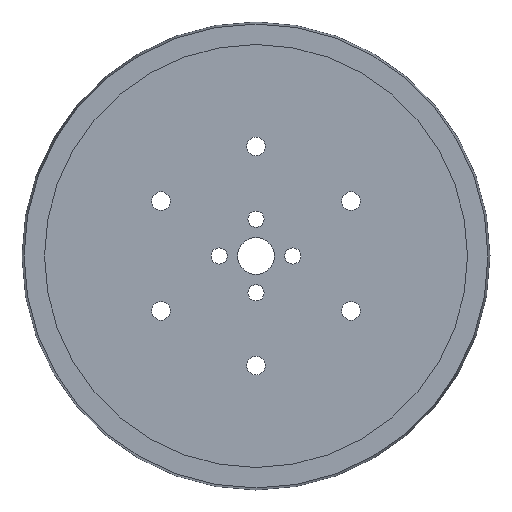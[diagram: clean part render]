
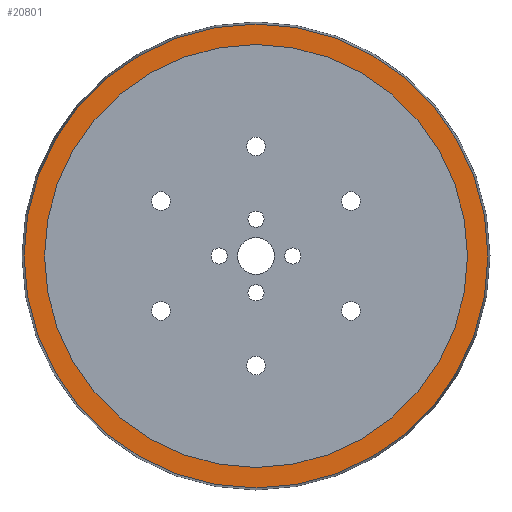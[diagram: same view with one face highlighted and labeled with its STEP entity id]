
A CAD part, left-side view. The second image highlights one B-rep face of the part: STEP entity #20801.
In plain terms, the highlighted planar face has unit normal (-1, 0, 0).
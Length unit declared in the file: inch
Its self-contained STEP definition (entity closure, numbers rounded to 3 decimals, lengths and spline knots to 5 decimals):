
#230 = AXIS2_PLACEMENT_3D ( 'NONE', #17572, #10194, #8580 ) ;
#1342 = ORIENTED_EDGE ( 'NONE', *, *, #16968, .T. ) ;
#1389 = FACE_BOUND ( 'NONE', #14119, .T. ) ;
#1611 = PLANE ( 'NONE',  #5902 ) ;
#2299 = DIRECTION ( 'NONE',  ( -1., 0., 0. ) ) ;
#2891 = CIRCLE ( 'NONE', #5459, 1.98254 ) ;
#3453 = DIRECTION ( 'NONE',  ( 1., 0., 0. ) ) ;
#3611 = DIRECTION ( 'NONE',  ( 0., -1., 0. ) ) ;
#3719 = DIRECTION ( 'NONE',  ( -1., 0., 0. ) ) ;
#3883 = CIRCLE ( 'NONE', #230, 1.80754 ) ;
#4074 = CARTESIAN_POINT ( 'NONE',  ( -0.54819, 1.80754, 0. ) ) ;
#4203 = CIRCLE ( 'NONE', #10059, 1.98254 ) ;
#5068 = CARTESIAN_POINT ( 'NONE',  ( -0.54819, 1.80754, 0. ) ) ;
#5459 = AXIS2_PLACEMENT_3D ( 'NONE', #5857, #9383, #21591 ) ;
#5684 = EDGE_CURVE ( 'NONE', #14394, #17424, #4203, .T. ) ;
#5857 = CARTESIAN_POINT ( 'NONE',  ( -0.54819, 0., 0. ) ) ;
#5902 = AXIS2_PLACEMENT_3D ( 'NONE', #5068, #3453, #14139 ) ;
#7229 = EDGE_CURVE ( 'NONE', #8287, #15609, #3883, .T. ) ;
#7438 = ORIENTED_EDGE ( 'NONE', *, *, #7229, .F. ) ;
#8119 = EDGE_LOOP ( 'NONE', ( #1342, #9986 ) ) ;
#8287 = VERTEX_POINT ( 'NONE', #15407 ) ;
#8580 = DIRECTION ( 'NONE',  ( 0., -1., 0. ) ) ;
#9383 = DIRECTION ( 'NONE',  ( -1., 0., 0. ) ) ;
#9986 = ORIENTED_EDGE ( 'NONE', *, *, #5684, .T. ) ;
#10059 = AXIS2_PLACEMENT_3D ( 'NONE', #19885, #2299, #12877 ) ;
#10194 = DIRECTION ( 'NONE',  ( -1., 0., 0. ) ) ;
#11700 = AXIS2_PLACEMENT_3D ( 'NONE', #12559, #3719, #3611 ) ;
#12559 = CARTESIAN_POINT ( 'NONE',  ( -0.54819, 0., 0. ) ) ;
#12877 = DIRECTION ( 'NONE',  ( 0., -1., 0. ) ) ;
#14119 = EDGE_LOOP ( 'NONE', ( #17533, #7438 ) ) ;
#14139 = DIRECTION ( 'NONE',  ( 0., 1., 0. ) ) ;
#14394 = VERTEX_POINT ( 'NONE', #17088 ) ;
#15407 = CARTESIAN_POINT ( 'NONE',  ( -0.54819, -1.80754, 0. ) ) ;
#15609 = VERTEX_POINT ( 'NONE', #4074 ) ;
#16675 = CARTESIAN_POINT ( 'NONE',  ( -0.54819, 1.98254, 0. ) ) ;
#16732 = EDGE_CURVE ( 'NONE', #15609, #8287, #20821, .T. ) ;
#16968 = EDGE_CURVE ( 'NONE', #17424, #14394, #2891, .T. ) ;
#17088 = CARTESIAN_POINT ( 'NONE',  ( -0.54819, -1.98254, 0. ) ) ;
#17261 = FACE_OUTER_BOUND ( 'NONE', #8119, .T. ) ;
#17424 = VERTEX_POINT ( 'NONE', #16675 ) ;
#17533 = ORIENTED_EDGE ( 'NONE', *, *, #16732, .F. ) ;
#17572 = CARTESIAN_POINT ( 'NONE',  ( -0.54819, 0., 0. ) ) ;
#19885 = CARTESIAN_POINT ( 'NONE',  ( -0.54819, 0., 0. ) ) ;
#20801 = ADVANCED_FACE ( 'NONE', ( #1389, #17261 ), #1611, .F. ) ;
#20821 = CIRCLE ( 'NONE', #11700, 1.80754 ) ;
#21591 = DIRECTION ( 'NONE',  ( 0., -1., 0. ) ) ;
